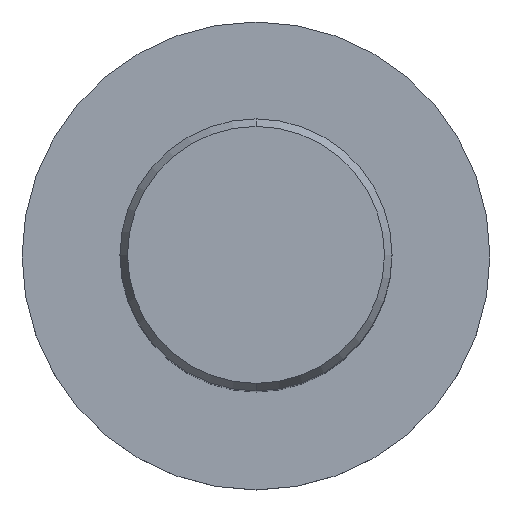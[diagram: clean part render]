
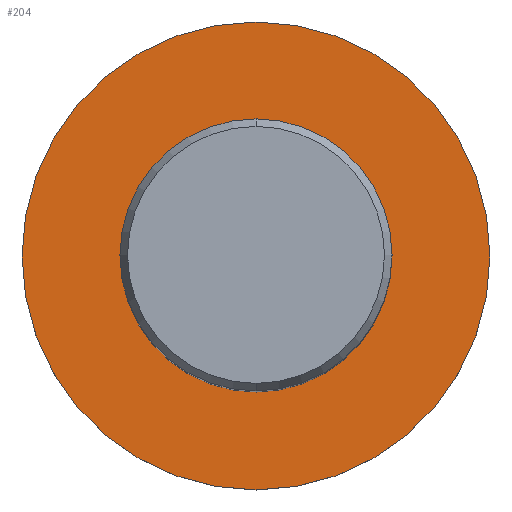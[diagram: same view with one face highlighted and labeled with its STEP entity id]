
A CAD part, top view. The second image highlights one B-rep face of the part: STEP entity #204.
In plain terms, the highlighted planar face has unit normal (0, 0, 1).
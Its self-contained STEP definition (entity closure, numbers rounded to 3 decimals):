
#204=ADVANCED_FACE('',(#542,#543),#544,.T.);
#220=EDGE_CURVE('',#418,#304,#561,.T.);
#228=VERTEX_POINT('',#569);
#268=EDGE_CURVE('',#228,#276,#611,.T.);
#276=VERTEX_POINT('',#619);
#304=VERTEX_POINT('',#647);
#308=EDGE_CURVE('',#304,#418,#652,.T.);
#418=VERTEX_POINT('',#772);
#460=EDGE_CURVE('',#276,#228,#819,.T.);
#542=FACE_BOUND('',#899,.T.);
#543=FACE_OUTER_BOUND('',#900,.T.);
#544=PLANE('',#901);
#561=CIRCLE('',#934,12.5);
#569=CARTESIAN_POINT('',(0.0,21.5,-56.0));
#611=CIRCLE('',#1014,21.5);
#619=CARTESIAN_POINT('',(0.,-21.5,-56.0));
#647=CARTESIAN_POINT('',(0.,-12.5,-56.0));
#652=CIRCLE('',#1099,12.5);
#772=CARTESIAN_POINT('',(0.0,12.5,-56.0));
#819=CIRCLE('',#1484,21.5);
#899=EDGE_LOOP('',(#1619,#1620));
#900=EDGE_LOOP('',(#1621,#1622));
#901=AXIS2_PLACEMENT_3D('',#1623,#1624,#1625);
#934=AXIS2_PLACEMENT_3D('',#1642,#1643,#1644);
#1014=AXIS2_PLACEMENT_3D('',#1687,#1688,#1689);
#1099=AXIS2_PLACEMENT_3D('',#1729,#1730,#1731);
#1484=AXIS2_PLACEMENT_3D('',#1914,#1915,#1916);
#1619=ORIENTED_EDGE('',*,*,#220,.T.);
#1620=ORIENTED_EDGE('',*,*,#308,.T.);
#1621=ORIENTED_EDGE('',*,*,#268,.F.);
#1622=ORIENTED_EDGE('',*,*,#460,.F.);
#1623=CARTESIAN_POINT('',(0.0,10.75,-56.0));
#1624=DIRECTION('',(-0.0,0.0,1.0));
#1625=DIRECTION('',(0.0,-1.0,0.0));
#1642=CARTESIAN_POINT('',(0.0,0.0,-56.0));
#1643=DIRECTION('',(-0.0,0.0,-1.0));
#1644=DIRECTION('',(0.0,1.0,0.0));
#1687=CARTESIAN_POINT('',(0.0,0.0,-56.0));
#1688=DIRECTION('',(0.0,0.0,-1.0));
#1689=DIRECTION('',(0.0,1.0,0.0));
#1729=CARTESIAN_POINT('',(0.0,0.0,-56.0));
#1730=DIRECTION('',(-0.0,0.0,-1.0));
#1731=DIRECTION('',(0.0,1.0,0.0));
#1914=CARTESIAN_POINT('',(0.0,0.0,-56.0));
#1915=DIRECTION('',(0.0,0.0,-1.0));
#1916=DIRECTION('',(0.0,1.0,0.0));
